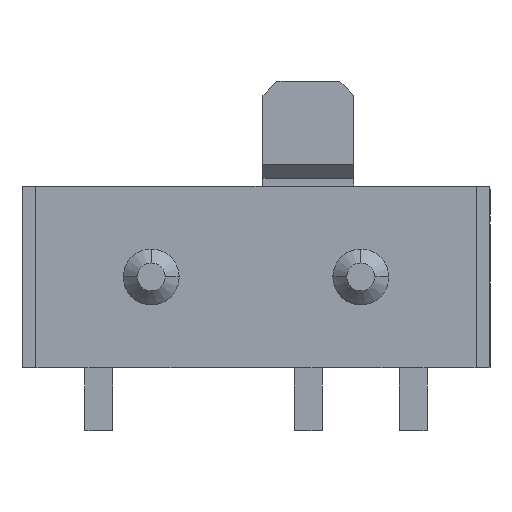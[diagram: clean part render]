
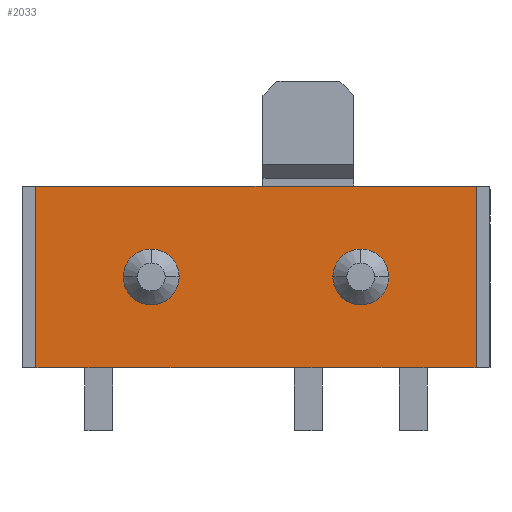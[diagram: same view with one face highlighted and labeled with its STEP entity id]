
A CAD part, front view. The second image highlights one B-rep face of the part: STEP entity #2033.
In plain terms, the highlighted planar face has unit normal (0, -1, 0).
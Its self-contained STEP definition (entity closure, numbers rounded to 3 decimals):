
#1758 = VERTEX_POINT ( 'NONE', #3352 ) ;
#1759 = VERTEX_POINT ( 'NONE', #3351 ) ;
#1767 = VERTEX_POINT ( 'NONE', #3380 ) ;
#1769 = EDGE_CURVE ( 'NONE', #1759, #1758, #3379, .T. ) ;
#1771 = ORIENTED_EDGE ( 'NONE', *, *, #1804, .T. ) ;
#1772 = ORIENTED_EDGE ( 'NONE', *, *, #1874, .T. ) ;
#1773 = EDGE_CURVE ( 'NONE', #1779, #1774, #3411, .T. ) ;
#1774 = VERTEX_POINT ( 'NONE', #3407 ) ;
#1775 = ORIENTED_EDGE ( 'NONE', *, *, #1769, .T. ) ;
#1776 = EDGE_CURVE ( 'NONE', #1758, #1828, #3406, .T. ) ;
#1777 = ORIENTED_EDGE ( 'NONE', *, *, #1773, .T. ) ;
#1778 = ORIENTED_EDGE ( 'NONE', *, *, #1780, .T. ) ;
#1779 = VERTEX_POINT ( 'NONE', #3402 ) ;
#1780 = EDGE_CURVE ( 'NONE', #1828, #1779, #3506, .T. ) ;
#1791 = ORIENTED_EDGE ( 'NONE', *, *, #1776, .T. ) ;
#1797 = ORIENTED_EDGE ( 'NONE', *, *, #1798, .T. ) ;
#1798 = EDGE_CURVE ( 'NONE', #1808, #1799, #3501, .T. ) ;
#1799 = VERTEX_POINT ( 'NONE', #3472 ) ;
#1804 = EDGE_CURVE ( 'NONE', #1799, #1767, #3470, .T. ) ;
#1806 = ORIENTED_EDGE ( 'NONE', *, *, #1807, .T. ) ;
#1807 = EDGE_CURVE ( 'NONE', #1774, #1808, #3518, .T. ) ;
#1808 = VERTEX_POINT ( 'NONE', #3478 ) ;
#1827 = ORIENTED_EDGE ( 'NONE', *, *, #1829, .T. ) ;
#1828 = VERTEX_POINT ( 'NONE', #3571 ) ;
#1829 = EDGE_CURVE ( 'NONE', #2031, #1759, #3570, .T. ) ;
#1874 = EDGE_CURVE ( 'NONE', #1767, #2030, #3686, .T. ) ;
#1968 = VERTEX_POINT ( 'NONE', #3875 ) ;
#1969 = ORIENTED_EDGE ( 'NONE', *, *, #2046, .T. ) ;
#2015 = ORIENTED_EDGE ( 'NONE', *, *, #2016, .T. ) ;
#2016 = EDGE_CURVE ( 'NONE', #2044, #1968, #3990, .T. ) ;
#2017 = EDGE_LOOP ( 'NONE', ( #2018, #2049, #2050 ) ) ;
#2018 = ORIENTED_EDGE ( 'NONE', *, *, #2069, .T. ) ;
#2029 = EDGE_CURVE ( 'NONE', #2030, #2031, #4074, .T. ) ;
#2030 = VERTEX_POINT ( 'NONE', #4053 ) ;
#2031 = VERTEX_POINT ( 'NONE', #4102 ) ;
#2033 = ADVANCED_FACE ( 'NONE', ( #4106, #4049, #4048 ), #4100, .T. ) ;
#2034 = EDGE_LOOP ( 'NONE', ( #2035, #1969, #2015 ) ) ;
#2035 = ORIENTED_EDGE ( 'NONE', *, *, #2038, .T. ) ;
#2036 = VERTEX_POINT ( 'NONE', #4071 ) ;
#2038 = EDGE_CURVE ( 'NONE', #1968, #2104, #4069, .T. ) ;
#2042 = VERTEX_POINT ( 'NONE', #4066 ) ;
#2044 = VERTEX_POINT ( 'NONE', #4061 ) ;
#2046 = EDGE_CURVE ( 'NONE', #2104, #2044, #4144, .T. ) ;
#2049 = ORIENTED_EDGE ( 'NONE', *, *, #2073, .T. ) ;
#2050 = ORIENTED_EDGE ( 'NONE', *, *, #2051, .T. ) ;
#2051 = EDGE_CURVE ( 'NONE', #2042, #2070, #4155, .T. ) ;
#2052 = EDGE_LOOP ( 'NONE', ( #2053, #1827, #1775, #1791, #1778, #1777, #1806, #1797, #1771, #1772 ) ) ;
#2053 = ORIENTED_EDGE ( 'NONE', *, *, #2029, .T. ) ;
#2069 = EDGE_CURVE ( 'NONE', #2070, #2036, #4266, .T. ) ;
#2070 = VERTEX_POINT ( 'NONE', #4222 ) ;
#2073 = EDGE_CURVE ( 'NONE', #2036, #2042, #4224, .T. ) ;
#2104 = VERTEX_POINT ( 'NONE', #4242 ) ;
#3351 = CARTESIAN_POINT ( 'NONE',  ( -2.05, 0., -1.3 ) ) ;
#3352 = CARTESIAN_POINT ( 'NONE',  ( 0.55, 0., -1.3 ) ) ;
#3377 = VECTOR ( 'NONE', #3413, 1000. ) ;
#3378 = CARTESIAN_POINT ( 'NONE',  ( -3.85, 0., -1.3 ) ) ;
#3379 = LINE ( 'NONE', #3378, #3377 ) ;
#3380 = CARTESIAN_POINT ( 'NONE',  ( -3.15, 0., 1.3 ) ) ;
#3402 = CARTESIAN_POINT ( 'NONE',  ( 2.05, 0., -1.3 ) ) ;
#3403 = DIRECTION ( 'NONE',  ( 1., 0., 0. ) ) ;
#3404 = VECTOR ( 'NONE', #3403, 1000. ) ;
#3405 = CARTESIAN_POINT ( 'NONE',  ( -3.85, 0., -1.3 ) ) ;
#3406 = LINE ( 'NONE', #3405, #3404 ) ;
#3407 = CARTESIAN_POINT ( 'NONE',  ( 2.45, 0., -1.3 ) ) ;
#3408 = DIRECTION ( 'NONE',  ( 1., 0., 0. ) ) ;
#3409 = VECTOR ( 'NONE', #3408, 1000. ) ;
#3410 = CARTESIAN_POINT ( 'NONE',  ( -3.85, 0., -1.3 ) ) ;
#3411 = LINE ( 'NONE', #3410, #3409 ) ;
#3413 = DIRECTION ( 'NONE',  ( 1., 0., 0. ) ) ;
#3448 = VECTOR ( 'NONE', #3487, 1000. ) ;
#3469 = CARTESIAN_POINT ( 'NONE',  ( -3.85, 0., 1.3 ) ) ;
#3470 = LINE ( 'NONE', #3469, #3509 ) ;
#3472 = CARTESIAN_POINT ( 'NONE',  ( 3.15, 0., 1.3 ) ) ;
#3473 = CARTESIAN_POINT ( 'NONE',  ( 3.85, 0., -1.3 ) ) ;
#3478 = CARTESIAN_POINT ( 'NONE',  ( 3.15, 0., -1.3 ) ) ;
#3479 = DIRECTION ( 'NONE',  ( 1., 0., 0. ) ) ;
#3480 = VECTOR ( 'NONE', #3479, 1000. ) ;
#3487 = DIRECTION ( 'NONE',  ( 1., 0., 0. ) ) ;
#3488 = DIRECTION ( 'NONE',  ( 0., 0., 1. ) ) ;
#3489 = VECTOR ( 'NONE', #3488, 1000. ) ;
#3490 = CARTESIAN_POINT ( 'NONE',  ( 3.15, 0., -2.2 ) ) ;
#3501 = LINE ( 'NONE', #3490, #3489 ) ;
#3506 = LINE ( 'NONE', #3473, #3448 ) ;
#3508 = DIRECTION ( 'NONE',  ( -1., 0., 0. ) ) ;
#3509 = VECTOR ( 'NONE', #3508, 1000. ) ;
#3517 = CARTESIAN_POINT ( 'NONE',  ( 3.85, 0., -1.3 ) ) ;
#3518 = LINE ( 'NONE', #3517, #3480 ) ;
#3566 = DIRECTION ( 'NONE',  ( 1., 0., 0. ) ) ;
#3567 = VECTOR ( 'NONE', #3566, 1000. ) ;
#3568 = CARTESIAN_POINT ( 'NONE',  ( -3.85, 0., -1.3 ) ) ;
#3570 = LINE ( 'NONE', #3568, #3567 ) ;
#3571 = CARTESIAN_POINT ( 'NONE',  ( 0.95, 0., -1.3 ) ) ;
#3683 = DIRECTION ( 'NONE',  ( 0., 0., -1. ) ) ;
#3684 = VECTOR ( 'NONE', #3683, 1000. ) ;
#3685 = CARTESIAN_POINT ( 'NONE',  ( -3.15, 0., -2.2 ) ) ;
#3686 = LINE ( 'NONE', #3685, #3684 ) ;
#3875 = CARTESIAN_POINT ( 'NONE',  ( 1.9, 0., 0. ) ) ;
#3969 = DIRECTION ( 'NONE',  ( 0., 0., 1. ) ) ;
#3970 = DIRECTION ( 'NONE',  ( 0., 1., 0. ) ) ;
#3971 = AXIS2_PLACEMENT_3D ( 'NONE', #4003, #3970, #3969 ) ;
#3990 = CIRCLE ( 'NONE', #3971, 0.4 ) ;
#4003 = CARTESIAN_POINT ( 'NONE',  ( 1.5, 0., 0. ) ) ;
#4048 = FACE_OUTER_BOUND ( 'NONE', #2052, .T. ) ;
#4049 = FACE_BOUND ( 'NONE', #2017, .T. ) ;
#4053 = CARTESIAN_POINT ( 'NONE',  ( -3.15, 0., -1.3 ) ) ;
#4054 = DIRECTION ( 'NONE',  ( 1., 0., 0. ) ) ;
#4055 = VECTOR ( 'NONE', #4054, 1000. ) ;
#4061 = CARTESIAN_POINT ( 'NONE',  ( 1.5, 0., 0.4 ) ) ;
#4066 = CARTESIAN_POINT ( 'NONE',  ( -1.5, 0., 0.4 ) ) ;
#4069 = CIRCLE ( 'NONE', #4095, 0.4 ) ;
#4071 = CARTESIAN_POINT ( 'NONE',  ( -1.9, 0., 0. ) ) ;
#4072 = DIRECTION ( 'NONE',  ( 0., 0., -1. ) ) ;
#4073 = CARTESIAN_POINT ( 'NONE',  ( -3.85, 0., -1.3 ) ) ;
#4074 = LINE ( 'NONE', #4073, #4055 ) ;
#4092 = DIRECTION ( 'NONE',  ( 0., 0., 1. ) ) ;
#4093 = DIRECTION ( 'NONE',  ( 0., 1., 0. ) ) ;
#4094 = CARTESIAN_POINT ( 'NONE',  ( 1.5, 0., 0. ) ) ;
#4095 = AXIS2_PLACEMENT_3D ( 'NONE', #4094, #4093, #4092 ) ;
#4096 = DIRECTION ( 'NONE',  ( 0., -1., 0. ) ) ;
#4097 = CARTESIAN_POINT ( 'NONE',  ( -3.85, 0., -2.2 ) ) ;
#4098 = AXIS2_PLACEMENT_3D ( 'NONE', #4097, #4096, #4072 ) ;
#4100 = PLANE ( 'NONE',  #4098 ) ;
#4102 = CARTESIAN_POINT ( 'NONE',  ( -2.45, 0., -1.3 ) ) ;
#4106 = FACE_BOUND ( 'NONE', #2034, .T. ) ;
#4117 = AXIS2_PLACEMENT_3D ( 'NONE', #4148, #4163, #4157 ) ;
#4130 = DIRECTION ( 'NONE',  ( 0., 0., 1. ) ) ;
#4131 = CARTESIAN_POINT ( 'NONE',  ( -1.5, 0., 0. ) ) ;
#4132 = AXIS2_PLACEMENT_3D ( 'NONE', #4131, #4154, #4130 ) ;
#4144 = CIRCLE ( 'NONE', #4117, 0.4 ) ;
#4148 = CARTESIAN_POINT ( 'NONE',  ( 1.5, 0., 0. ) ) ;
#4154 = DIRECTION ( 'NONE',  ( 0., 1., 0. ) ) ;
#4155 = CIRCLE ( 'NONE', #4132, 0.4 ) ;
#4157 = DIRECTION ( 'NONE',  ( 0., 0., 1. ) ) ;
#4163 = DIRECTION ( 'NONE',  ( 0., 1., 0. ) ) ;
#4169 = DIRECTION ( 'NONE',  ( 0., 0., 1. ) ) ;
#4184 = CARTESIAN_POINT ( 'NONE',  ( -1.5, 0., 0. ) ) ;
#4195 = DIRECTION ( 'NONE',  ( 0., 1., 0. ) ) ;
#4207 = DIRECTION ( 'NONE',  ( 0., 0., 1. ) ) ;
#4222 = CARTESIAN_POINT ( 'NONE',  ( -1.1, 0., 0. ) ) ;
#4223 = CARTESIAN_POINT ( 'NONE',  ( -1.5, 0., 0. ) ) ;
#4224 = CIRCLE ( 'NONE', #4250, 0.4 ) ;
#4242 = CARTESIAN_POINT ( 'NONE',  ( 1.1, 0., 0. ) ) ;
#4249 = DIRECTION ( 'NONE',  ( 0., 1., 0. ) ) ;
#4250 = AXIS2_PLACEMENT_3D ( 'NONE', #4223, #4249, #4169 ) ;
#4266 = CIRCLE ( 'NONE', #4271, 0.4 ) ;
#4271 = AXIS2_PLACEMENT_3D ( 'NONE', #4184, #4195, #4207 ) ;
